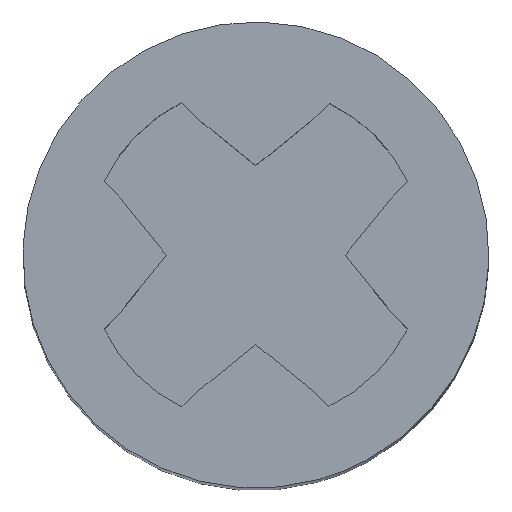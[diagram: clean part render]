
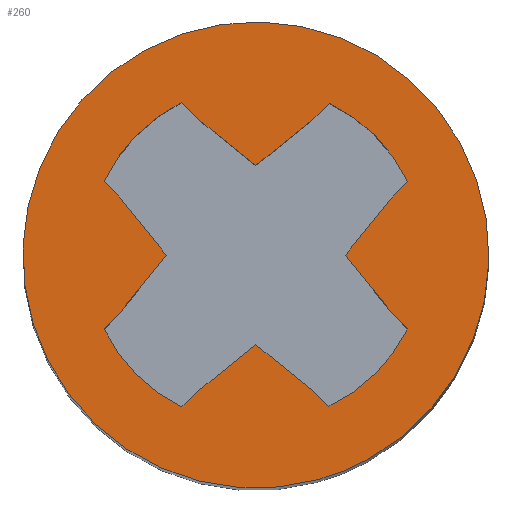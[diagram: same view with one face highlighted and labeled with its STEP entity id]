
A CAD part, top view. The second image highlights one B-rep face of the part: STEP entity #260.
In plain terms, the highlighted planar face has unit normal (0, 0, 1).
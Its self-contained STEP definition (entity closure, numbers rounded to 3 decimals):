
#87=AXIS2_PLACEMENT_3D('Plane Axis2P3D',#84,#85,#86) ;
#91=AXIS2_PLACEMENT_3D('Circle Axis2P3D',#89,#90,$) ;
#123=AXIS2_PLACEMENT_3D('Circle Axis2P3D',#121,#122,$) ;
#158=AXIS2_PLACEMENT_3D('Circle Axis2P3D',#156,#157,$) ;
#193=AXIS2_PLACEMENT_3D('Circle Axis2P3D',#191,#192,$) ;
#228=AXIS2_PLACEMENT_3D('Circle Axis2P3D',#226,#227,$) ;
#38=CARTESIAN_POINT('Control Point',(1.041,3.755,21.6)) ;
#39=CARTESIAN_POINT('Control Point',(0.49,3.454,21.6)) ;
#40=CARTESIAN_POINT('Control Point',(0.057,2.936,21.6)) ;
#41=CARTESIAN_POINT('Control Point',(-0.141,2.262,21.6)) ;
#42=CARTESIAN_POINT('Control Point',(0.028,0.923,21.6)) ;
#43=CARTESIAN_POINT('Control Point',(1.064,0.057,21.6)) ;
#44=CARTESIAN_POINT('Control Point',(1.738,-0.141,21.6)) ;
#45=CARTESIAN_POINT('Control Point',(2.407,-0.056,21.6)) ;
#46=CARTESIAN_POINT('Control Point',(2.959,0.245,21.6)) ;
#47=CARTESIAN_POINT('Vertex',(1.041,3.755,21.6)) ;
#49=CARTESIAN_POINT('Vertex',(2.959,0.245,21.6)) ;
#84=CARTESIAN_POINT('Axis2P3D Location',(2.,4.,21.6)) ;
#89=CARTESIAN_POINT('Axis2P3D Location',(2.,2.,21.6)) ;
#98=CARTESIAN_POINT('Line Origine',(1.034,1.755,21.6)) ;
#102=CARTESIAN_POINT('Vertex',(1.23,1.999,21.6)) ;
#104=CARTESIAN_POINT('Vertex',(0.837,1.51,21.6)) ;
#107=CARTESIAN_POINT('Line Origine',(1.034,2.244,21.6)) ;
#111=CARTESIAN_POINT('Vertex',(0.837,2.488,21.6)) ;
#114=CARTESIAN_POINT('Line Origine',(0.767,2.561,21.6)) ;
#118=CARTESIAN_POINT('Vertex',(0.697,2.633,21.6)) ;
#121=CARTESIAN_POINT('Axis2P3D Location',(2.008,2.008,21.6)) ;
#125=CARTESIAN_POINT('Vertex',(1.359,3.307,21.6)) ;
#128=CARTESIAN_POINT('Line Origine',(1.435,3.234,21.6)) ;
#132=CARTESIAN_POINT('Vertex',(1.51,3.161,21.6)) ;
#135=CARTESIAN_POINT('Line Origine',(1.755,2.965,21.6)) ;
#139=CARTESIAN_POINT('Vertex',(1.999,2.768,21.6)) ;
#142=CARTESIAN_POINT('Line Origine',(2.244,2.965,21.6)) ;
#146=CARTESIAN_POINT('Vertex',(2.488,3.161,21.6)) ;
#149=CARTESIAN_POINT('Line Origine',(2.561,3.231,21.6)) ;
#153=CARTESIAN_POINT('Vertex',(2.633,3.301,21.6)) ;
#156=CARTESIAN_POINT('Axis2P3D Location',(2.008,2.008,21.6)) ;
#160=CARTESIAN_POINT('Vertex',(3.301,2.633,21.6)) ;
#163=CARTESIAN_POINT('Line Origine',(3.231,2.561,21.6)) ;
#167=CARTESIAN_POINT('Vertex',(3.161,2.488,21.6)) ;
#170=CARTESIAN_POINT('Line Origine',(2.965,2.244,21.6)) ;
#174=CARTESIAN_POINT('Vertex',(2.768,1.999,21.6)) ;
#177=CARTESIAN_POINT('Line Origine',(2.965,1.755,21.6)) ;
#181=CARTESIAN_POINT('Vertex',(3.161,1.51,21.6)) ;
#184=CARTESIAN_POINT('Line Origine',(3.231,1.438,21.6)) ;
#188=CARTESIAN_POINT('Vertex',(3.301,1.365,21.6)) ;
#191=CARTESIAN_POINT('Axis2P3D Location',(2.008,2.008,21.6)) ;
#195=CARTESIAN_POINT('Vertex',(2.627,0.703,21.6)) ;
#198=CARTESIAN_POINT('Line Origine',(2.558,0.77,21.6)) ;
#202=CARTESIAN_POINT('Vertex',(2.488,0.837,21.6)) ;
#205=CARTESIAN_POINT('Line Origine',(2.244,1.034,21.6)) ;
#209=CARTESIAN_POINT('Vertex',(1.999,1.23,21.6)) ;
#212=CARTESIAN_POINT('Line Origine',(1.755,1.034,21.6)) ;
#216=CARTESIAN_POINT('Vertex',(1.51,0.837,21.6)) ;
#219=CARTESIAN_POINT('Line Origine',(1.438,0.767,21.6)) ;
#223=CARTESIAN_POINT('Vertex',(1.365,0.697,21.6)) ;
#226=CARTESIAN_POINT('Axis2P3D Location',(2.008,2.008,21.6)) ;
#230=CARTESIAN_POINT('Vertex',(0.697,1.365,21.6)) ;
#233=CARTESIAN_POINT('Line Origine',(0.767,1.438,21.6)) ;
#85=DIRECTION('Axis2P3D Direction',(0.,0.,1.)) ;
#86=DIRECTION('Axis2P3D XDirection',(1.,0.,0.)) ;
#90=DIRECTION('Axis2P3D Direction',(0.,0.,1.)) ;
#99=DIRECTION('Vector Direction',(0.626,0.779,0.)) ;
#108=DIRECTION('Vector Direction',(-0.626,0.779,0.)) ;
#115=DIRECTION('Vector Direction',(-0.695,0.719,0.)) ;
#122=DIRECTION('Axis2P3D Direction',(0.,0.,1.)) ;
#129=DIRECTION('Vector Direction',(0.719,-0.695,0.)) ;
#136=DIRECTION('Vector Direction',(0.779,-0.626,0.)) ;
#143=DIRECTION('Vector Direction',(0.779,0.626,0.)) ;
#150=DIRECTION('Vector Direction',(0.719,0.695,0.)) ;
#157=DIRECTION('Axis2P3D Direction',(0.,0.,1.)) ;
#164=DIRECTION('Vector Direction',(-0.695,-0.719,0.)) ;
#171=DIRECTION('Vector Direction',(-0.626,-0.779,0.)) ;
#178=DIRECTION('Vector Direction',(0.626,-0.779,0.)) ;
#185=DIRECTION('Vector Direction',(0.695,-0.719,0.)) ;
#192=DIRECTION('Axis2P3D Direction',(0.,0.,1.)) ;
#199=DIRECTION('Vector Direction',(-0.719,0.695,0.)) ;
#206=DIRECTION('Vector Direction',(-0.779,0.626,0.)) ;
#213=DIRECTION('Vector Direction',(-0.779,-0.626,0.)) ;
#220=DIRECTION('Vector Direction',(-0.719,-0.695,0.)) ;
#227=DIRECTION('Axis2P3D Direction',(0.,0.,1.)) ;
#234=DIRECTION('Vector Direction',(0.695,0.719,0.)) ;
#100=VECTOR('Line Direction',#99,1.) ;
#109=VECTOR('Line Direction',#108,1.) ;
#116=VECTOR('Line Direction',#115,1.) ;
#130=VECTOR('Line Direction',#129,1.) ;
#137=VECTOR('Line Direction',#136,1.) ;
#144=VECTOR('Line Direction',#143,1.) ;
#151=VECTOR('Line Direction',#150,1.) ;
#165=VECTOR('Line Direction',#164,1.) ;
#172=VECTOR('Line Direction',#171,1.) ;
#179=VECTOR('Line Direction',#178,1.) ;
#186=VECTOR('Line Direction',#185,1.) ;
#200=VECTOR('Line Direction',#199,1.) ;
#207=VECTOR('Line Direction',#206,1.) ;
#214=VECTOR('Line Direction',#213,1.) ;
#221=VECTOR('Line Direction',#220,1.) ;
#235=VECTOR('Line Direction',#234,1.) ;
#95=ORIENTED_EDGE('',*,*,#51,.T.) ;
#96=ORIENTED_EDGE('',*,*,#93,.T.) ;
#239=ORIENTED_EDGE('',*,*,#106,.F.) ;
#240=ORIENTED_EDGE('',*,*,#113,.F.) ;
#241=ORIENTED_EDGE('',*,*,#120,.F.) ;
#242=ORIENTED_EDGE('',*,*,#127,.F.) ;
#243=ORIENTED_EDGE('',*,*,#134,.F.) ;
#244=ORIENTED_EDGE('',*,*,#141,.F.) ;
#245=ORIENTED_EDGE('',*,*,#148,.F.) ;
#246=ORIENTED_EDGE('',*,*,#155,.F.) ;
#247=ORIENTED_EDGE('',*,*,#162,.F.) ;
#248=ORIENTED_EDGE('',*,*,#169,.F.) ;
#249=ORIENTED_EDGE('',*,*,#176,.F.) ;
#250=ORIENTED_EDGE('',*,*,#183,.F.) ;
#251=ORIENTED_EDGE('',*,*,#190,.F.) ;
#252=ORIENTED_EDGE('',*,*,#197,.F.) ;
#253=ORIENTED_EDGE('',*,*,#204,.F.) ;
#254=ORIENTED_EDGE('',*,*,#211,.F.) ;
#255=ORIENTED_EDGE('',*,*,#218,.F.) ;
#256=ORIENTED_EDGE('',*,*,#225,.F.) ;
#257=ORIENTED_EDGE('',*,*,#232,.F.) ;
#258=ORIENTED_EDGE('',*,*,#237,.F.) ;
#259=FACE_BOUND('',#238,.T.) ;
#260=ADVANCED_FACE('Hauptkoerper',(#97,#259),#88,.T.) ;
#37=B_SPLINE_CURVE_WITH_KNOTS('',5,(#38,#39,#40,#41,#42,#43,#44,#45,#46),.UNSPECIFIED.,.F.,.U.,(6,3,6),(-3.142,0.,3.142),.UNSPECIFIED.) ;
#92=CIRCLE('generated circle',#91,2.) ;
#124=CIRCLE('generated circle',#123,1.452) ;
#159=CIRCLE('generated circle',#158,1.436) ;
#194=CIRCLE('generated circle',#193,1.444) ;
#229=CIRCLE('generated circle',#228,1.46) ;
#51=EDGE_CURVE('',#48,#50,#37,.T.) ;
#93=EDGE_CURVE('',#50,#48,#92,.T.) ;
#106=EDGE_CURVE('',#103,#105,#101,.F.) ;
#113=EDGE_CURVE('',#112,#103,#110,.F.) ;
#120=EDGE_CURVE('',#119,#112,#117,.F.) ;
#127=EDGE_CURVE('',#126,#119,#124,.T.) ;
#134=EDGE_CURVE('',#133,#126,#131,.F.) ;
#141=EDGE_CURVE('',#140,#133,#138,.F.) ;
#148=EDGE_CURVE('',#147,#140,#145,.F.) ;
#155=EDGE_CURVE('',#154,#147,#152,.F.) ;
#162=EDGE_CURVE('',#161,#154,#159,.T.) ;
#169=EDGE_CURVE('',#168,#161,#166,.F.) ;
#176=EDGE_CURVE('',#175,#168,#173,.F.) ;
#183=EDGE_CURVE('',#182,#175,#180,.F.) ;
#190=EDGE_CURVE('',#189,#182,#187,.F.) ;
#197=EDGE_CURVE('',#196,#189,#194,.T.) ;
#204=EDGE_CURVE('',#203,#196,#201,.F.) ;
#211=EDGE_CURVE('',#210,#203,#208,.F.) ;
#218=EDGE_CURVE('',#217,#210,#215,.F.) ;
#225=EDGE_CURVE('',#224,#217,#222,.F.) ;
#232=EDGE_CURVE('',#231,#224,#229,.T.) ;
#237=EDGE_CURVE('',#105,#231,#236,.F.) ;
#94=EDGE_LOOP('',(#95,#96)) ;
#238=EDGE_LOOP('',(#239,#240,#241,#242,#243,#244,#245,#246,#247,#248,#249,#250,#251,#252,#253,#254,#255,#256,#257,#258)) ;
#97=FACE_OUTER_BOUND('',#94,.T.) ;
#101=LINE('Line',#98,#100) ;
#110=LINE('Line',#107,#109) ;
#117=LINE('Line',#114,#116) ;
#131=LINE('Line',#128,#130) ;
#138=LINE('Line',#135,#137) ;
#145=LINE('Line',#142,#144) ;
#152=LINE('Line',#149,#151) ;
#166=LINE('Line',#163,#165) ;
#173=LINE('Line',#170,#172) ;
#180=LINE('Line',#177,#179) ;
#187=LINE('Line',#184,#186) ;
#201=LINE('Line',#198,#200) ;
#208=LINE('Line',#205,#207) ;
#215=LINE('Line',#212,#214) ;
#222=LINE('Line',#219,#221) ;
#236=LINE('Line',#233,#235) ;
#88=PLANE('',#87) ;
#48=VERTEX_POINT('',#47) ;
#50=VERTEX_POINT('',#49) ;
#103=VERTEX_POINT('',#102) ;
#105=VERTEX_POINT('',#104) ;
#112=VERTEX_POINT('',#111) ;
#119=VERTEX_POINT('',#118) ;
#126=VERTEX_POINT('',#125) ;
#133=VERTEX_POINT('',#132) ;
#140=VERTEX_POINT('',#139) ;
#147=VERTEX_POINT('',#146) ;
#154=VERTEX_POINT('',#153) ;
#161=VERTEX_POINT('',#160) ;
#168=VERTEX_POINT('',#167) ;
#175=VERTEX_POINT('',#174) ;
#182=VERTEX_POINT('',#181) ;
#189=VERTEX_POINT('',#188) ;
#196=VERTEX_POINT('',#195) ;
#203=VERTEX_POINT('',#202) ;
#210=VERTEX_POINT('',#209) ;
#217=VERTEX_POINT('',#216) ;
#224=VERTEX_POINT('',#223) ;
#231=VERTEX_POINT('',#230) ;
